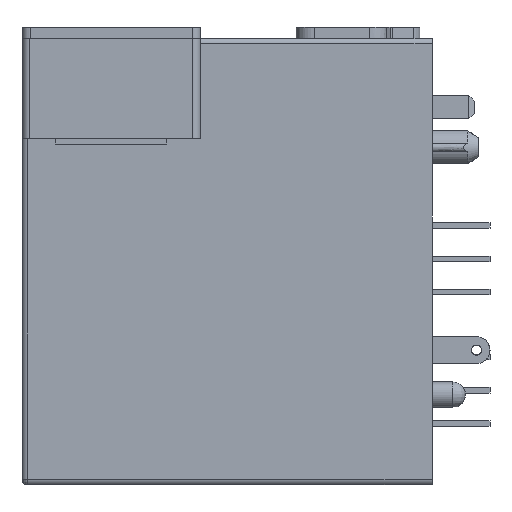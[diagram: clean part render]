
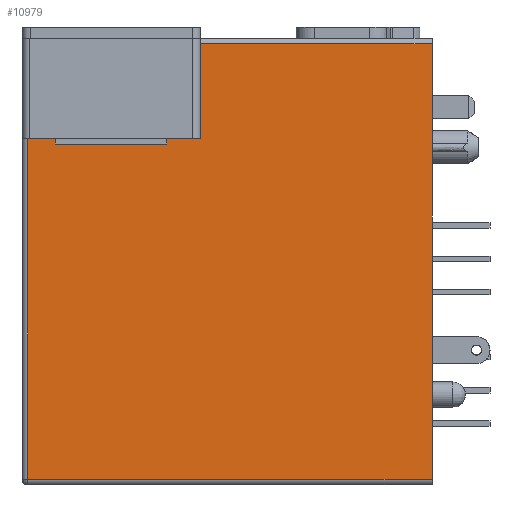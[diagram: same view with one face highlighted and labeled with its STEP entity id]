
A CAD part, left-side view. The second image highlights one B-rep face of the part: STEP entity #10979.
In plain terms, the highlighted free-form (B-spline) face has degree [1, 1] with [2, 2] control points.
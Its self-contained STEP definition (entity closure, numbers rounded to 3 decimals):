
#10979 = ADVANCED_FACE('',(#10980),#10994,.T.);
#10980 = FACE_BOUND('',#10981,.T.);
#10981 = EDGE_LOOP('',(#10982,#11004,#11019,#11034,#11049,#11064));
#10982 = ORIENTED_EDGE('',*,*,#10983,.T.);
#10983 = EDGE_CURVE('',#10984,#10986,#10988,.T.);
#10984 = VERTEX_POINT('',#10985);
#10985 = CARTESIAN_POINT('',(-10.5,0.,-19.8));
#10986 = VERTEX_POINT('',#10987);
#10987 = CARTESIAN_POINT('',(-10.5,0.,-0.25));
#10988 = SURFACE_CURVE('',#10989,(#10993),.PCURVE_S1.);
#10989 = LINE('',#10990,#10991);
#10990 = CARTESIAN_POINT('',(-10.5,0.,-19.8));
#10991 = VECTOR('',#10992,1.);
#10992 = DIRECTION('',(0.,0.,1.));
#10993 = PCURVE('',#10994,#10999);
#10994 = B_SPLINE_SURFACE_WITH_KNOTS('',1,1,(
    (#10995,#10996)
    ,(#10997,#10998
    )),.UNSPECIFIED.,.F.,.F.,.F.,(2,2),(2,2),(0.,1.),(0.,1.),
  .PIECEWISE_BEZIER_KNOTS.);
#10995 = CARTESIAN_POINT('',(-10.5,0.,-19.8));
#10996 = CARTESIAN_POINT('',(-10.5,18.15,-19.8));
#10997 = CARTESIAN_POINT('',(-10.5,0.,-0.25));
#10998 = CARTESIAN_POINT('',(-10.5,18.15,-0.25));
#10999 = DEFINITIONAL_REPRESENTATION('',(#11000),#11003);
#11000 = B_SPLINE_CURVE_WITH_KNOTS('',1,(#11001,#11002),.UNSPECIFIED.,
  .F.,.F.,(2,2),(0.,19.55),.PIECEWISE_BEZIER_KNOTS.);
#11001 = CARTESIAN_POINT('',(0.,0.));
#11002 = CARTESIAN_POINT('',(1.,0.));
#11003 = ( GEOMETRIC_REPRESENTATION_CONTEXT(2) 
PARAMETRIC_REPRESENTATION_CONTEXT() REPRESENTATION_CONTEXT('2D SPACE',''
  ) );
#11004 = ORIENTED_EDGE('',*,*,#11005,.T.);
#11005 = EDGE_CURVE('',#10986,#11006,#11008,.T.);
#11006 = VERTEX_POINT('',#11007);
#11007 = CARTESIAN_POINT('',(-10.5,10.4,-0.25));
#11008 = SURFACE_CURVE('',#11009,(#11013),.PCURVE_S1.);
#11009 = LINE('',#11010,#11011);
#11010 = CARTESIAN_POINT('',(-10.5,0.,-0.25));
#11011 = VECTOR('',#11012,1.);
#11012 = DIRECTION('',(0.,1.,0.));
#11013 = PCURVE('',#10994,#11014);
#11014 = DEFINITIONAL_REPRESENTATION('',(#11015),#11018);
#11015 = B_SPLINE_CURVE_WITH_KNOTS('',1,(#11016,#11017),.UNSPECIFIED.,
  .F.,.F.,(2,2),(0.,10.4),.PIECEWISE_BEZIER_KNOTS.);
#11016 = CARTESIAN_POINT('',(1.,0.));
#11017 = CARTESIAN_POINT('',(1.,0.573));
#11018 = ( GEOMETRIC_REPRESENTATION_CONTEXT(2) 
PARAMETRIC_REPRESENTATION_CONTEXT() REPRESENTATION_CONTEXT('2D SPACE',''
  ) );
#11019 = ORIENTED_EDGE('',*,*,#11020,.T.);
#11020 = EDGE_CURVE('',#11006,#11021,#11023,.T.);
#11021 = VERTEX_POINT('',#11022);
#11022 = CARTESIAN_POINT('',(-10.5,10.4,-4.5));
#11023 = SURFACE_CURVE('',#11024,(#11028),.PCURVE_S1.);
#11024 = LINE('',#11025,#11026);
#11025 = CARTESIAN_POINT('',(-10.5,10.4,-0.25));
#11026 = VECTOR('',#11027,1.);
#11027 = DIRECTION('',(0.,0.,-1.));
#11028 = PCURVE('',#10994,#11029);
#11029 = DEFINITIONAL_REPRESENTATION('',(#11030),#11033);
#11030 = B_SPLINE_CURVE_WITH_KNOTS('',1,(#11031,#11032),.UNSPECIFIED.,
  .F.,.F.,(2,2),(0.,4.25),.PIECEWISE_BEZIER_KNOTS.);
#11031 = CARTESIAN_POINT('',(1.,0.573));
#11032 = CARTESIAN_POINT('',(0.783,0.573));
#11033 = ( GEOMETRIC_REPRESENTATION_CONTEXT(2) 
PARAMETRIC_REPRESENTATION_CONTEXT() REPRESENTATION_CONTEXT('2D SPACE',''
  ) );
#11034 = ORIENTED_EDGE('',*,*,#11035,.T.);
#11035 = EDGE_CURVE('',#11021,#11036,#11038,.T.);
#11036 = VERTEX_POINT('',#11037);
#11037 = CARTESIAN_POINT('',(-10.5,18.15,-4.5));
#11038 = SURFACE_CURVE('',#11039,(#11043),.PCURVE_S1.);
#11039 = LINE('',#11040,#11041);
#11040 = CARTESIAN_POINT('',(-10.5,10.4,-4.5));
#11041 = VECTOR('',#11042,1.);
#11042 = DIRECTION('',(0.,1.,0.));
#11043 = PCURVE('',#10994,#11044);
#11044 = DEFINITIONAL_REPRESENTATION('',(#11045),#11048);
#11045 = B_SPLINE_CURVE_WITH_KNOTS('',1,(#11046,#11047),.UNSPECIFIED.,
  .F.,.F.,(2,2),(0.,7.75),.PIECEWISE_BEZIER_KNOTS.);
#11046 = CARTESIAN_POINT('',(0.783,0.573));
#11047 = CARTESIAN_POINT('',(0.783,1.));
#11048 = ( GEOMETRIC_REPRESENTATION_CONTEXT(2) 
PARAMETRIC_REPRESENTATION_CONTEXT() REPRESENTATION_CONTEXT('2D SPACE',''
  ) );
#11049 = ORIENTED_EDGE('',*,*,#11050,.T.);
#11050 = EDGE_CURVE('',#11036,#11051,#11053,.T.);
#11051 = VERTEX_POINT('',#11052);
#11052 = CARTESIAN_POINT('',(-10.5,18.15,-19.8));
#11053 = SURFACE_CURVE('',#11054,(#11058),.PCURVE_S1.);
#11054 = LINE('',#11055,#11056);
#11055 = CARTESIAN_POINT('',(-10.5,18.15,-4.5));
#11056 = VECTOR('',#11057,1.);
#11057 = DIRECTION('',(0.,0.,-1.));
#11058 = PCURVE('',#10994,#11059);
#11059 = DEFINITIONAL_REPRESENTATION('',(#11060),#11063);
#11060 = B_SPLINE_CURVE_WITH_KNOTS('',1,(#11061,#11062),.UNSPECIFIED.,
  .F.,.F.,(2,2),(0.,15.3),.PIECEWISE_BEZIER_KNOTS.);
#11061 = CARTESIAN_POINT('',(0.783,1.));
#11062 = CARTESIAN_POINT('',(0.,1.));
#11063 = ( GEOMETRIC_REPRESENTATION_CONTEXT(2) 
PARAMETRIC_REPRESENTATION_CONTEXT() REPRESENTATION_CONTEXT('2D SPACE',''
  ) );
#11064 = ORIENTED_EDGE('',*,*,#11065,.T.);
#11065 = EDGE_CURVE('',#11051,#10984,#11066,.T.);
#11066 = SURFACE_CURVE('',#11067,(#11071),.PCURVE_S1.);
#11067 = LINE('',#11068,#11069);
#11068 = CARTESIAN_POINT('',(-10.5,18.15,-19.8));
#11069 = VECTOR('',#11070,1.);
#11070 = DIRECTION('',(0.,-1.,0.));
#11071 = PCURVE('',#10994,#11072);
#11072 = DEFINITIONAL_REPRESENTATION('',(#11073),#11076);
#11073 = B_SPLINE_CURVE_WITH_KNOTS('',1,(#11074,#11075),.UNSPECIFIED.,
  .F.,.F.,(2,2),(0.,18.15),.PIECEWISE_BEZIER_KNOTS.);
#11074 = CARTESIAN_POINT('',(0.,1.));
#11075 = CARTESIAN_POINT('',(0.,0.));
#11076 = ( GEOMETRIC_REPRESENTATION_CONTEXT(2) 
PARAMETRIC_REPRESENTATION_CONTEXT() REPRESENTATION_CONTEXT('2D SPACE',''
  ) );
